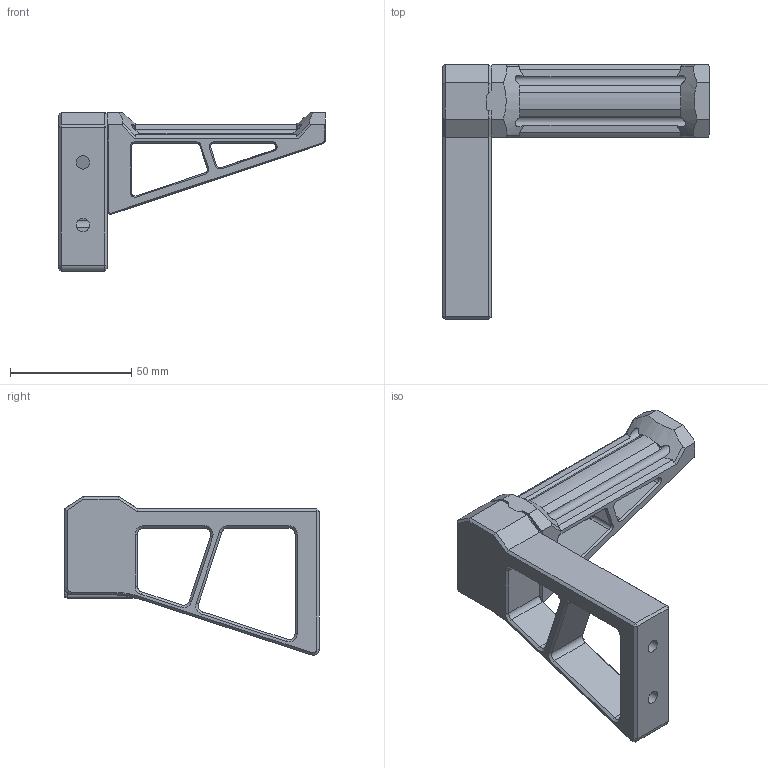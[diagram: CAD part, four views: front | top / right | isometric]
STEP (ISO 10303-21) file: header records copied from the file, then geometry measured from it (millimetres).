
FILE_DESCRIPTION(/* description */ ('','CAx-IF Rec.Pracs.---Representation and Presentation of Product Manufacturing Information (PMI)---4.0---2014-10-13'),/* implementation_level */ '2;1');
FILE_NAME(/* name */ '3030_spool_holder minion v1.step',/* time_stamp */ '2025-01-12T01:37:36Z',/* author */ (''),/* organization */ (''),/* preprocessor_version */ 'ST-DEVELOPER v20',/* originating_system */ 'Autodesk Translation Framework v13.20.0.188',/* authorisation */ '');
FILE_SCHEMA (('AP242_MANAGED_MODEL_BASED_3D_ENGINEERING_MIM_LF { 1 0 10303 442 1 1 4 }'));
Length unit declared in the file: millimetre
Products named in the file (1): 3030_spool_holder minion
Bounding box: 110 x 105 x 65.39 mm (x, y, z)
Volume: 85378.1 mm3; surface area: 31493.3 mm2
Topology: 2 solids, 2 shells, 242 faces, 603 edges, 368 vertices
Faces by surface type: plane 134, cone 44, cylinder 40, bspline 24
Full cylindrical faces by diameter (mm): 4.3 x2, 5.5 x2, 6.3 x2, 7.8 x1, 8.5 x1, 9.5 x2, 11 x1
Entity records: 11277 total; most frequent: CARTESIAN_POINT 5584, ORIENTED_EDGE 1206, DIRECTION 1117, EDGE_CURVE 603, LINE 381, VECTOR 381, VERTEX_POINT 368, AXIS2_PLACEMENT_3D 368
